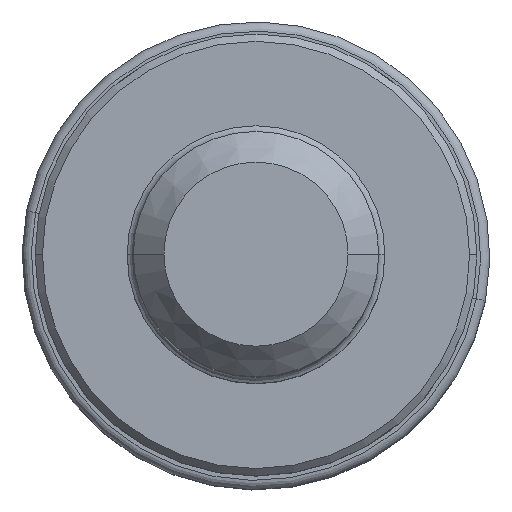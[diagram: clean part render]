
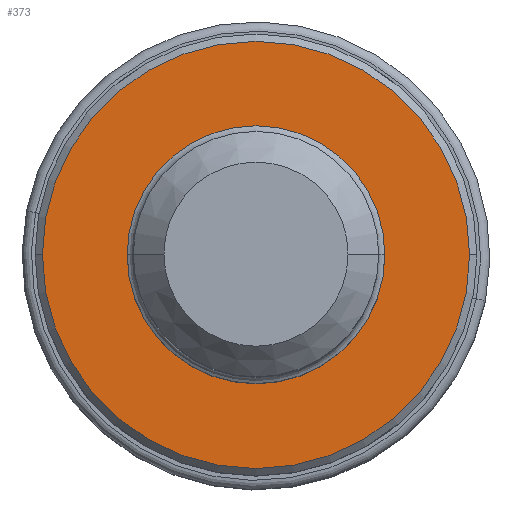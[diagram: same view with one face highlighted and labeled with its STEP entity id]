
A CAD part, top view. The second image highlights one B-rep face of the part: STEP entity #373.
In plain terms, the highlighted planar face has unit normal (0, 0, 1).
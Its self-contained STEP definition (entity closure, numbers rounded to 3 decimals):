
#373=ADVANCED_FACE('',(#405,#406),#399,.F.);
#399=PLANE('',#2253);
#405=FACE_BOUND('',#505,.T.);
#406=FACE_BOUND('',#506,.T.);
#505=EDGE_LOOP('',(#950,#951));
#506=EDGE_LOOP('',(#952,#953));
#950=ORIENTED_EDGE('',*,*,#1380,.T.);
#951=ORIENTED_EDGE('',*,*,#1377,.T.);
#952=ORIENTED_EDGE('',*,*,#1381,.T.);
#953=ORIENTED_EDGE('',*,*,#1382,.T.);
#1145=VERTEX_POINT('',#4417);
#1146=VERTEX_POINT('',#4418);
#1147=VERTEX_POINT('',#4425);
#1148=VERTEX_POINT('',#4426);
#1377=EDGE_CURVE('',#1145,#1146,#1650,.T.);
#1380=EDGE_CURVE('',#1146,#1145,#1651,.T.);
#1381=EDGE_CURVE('',#1147,#1148,#1652,.T.);
#1382=EDGE_CURVE('',#1148,#1147,#1653,.T.);
#1650=CIRCLE('',#2247,8.7);
#1651=CIRCLE('',#2249,8.7);
#1652=CIRCLE('',#2251,5.25);
#1653=CIRCLE('',#2252,5.25);
#2247=AXIS2_PLACEMENT_3D('',#4416,#2860,#2861);
#2249=AXIS2_PLACEMENT_3D('',#4422,#2866,#2867);
#2251=AXIS2_PLACEMENT_3D('',#4424,#2870,#2871);
#2252=AXIS2_PLACEMENT_3D('',#4427,#2872,#2873);
#2253=AXIS2_PLACEMENT_3D('',#4428,#2874,#2875);
#2860=DIRECTION('',(0.,0.,1.));
#2861=DIRECTION('',(-1.,0.,0.));
#2866=DIRECTION('',(0.,0.,1.));
#2867=DIRECTION('',(1.,0.,0.));
#2870=DIRECTION('',(0.,0.,-1.));
#2871=DIRECTION('',(1.,0.,0.));
#2872=DIRECTION('',(0.,0.,-1.));
#2873=DIRECTION('',(-1.,0.,0.));
#2874=DIRECTION('',(0.,0.,-1.));
#2875=DIRECTION('',(1.,0.,0.));
#4416=CARTESIAN_POINT('',(0.,0.,0.));
#4417=CARTESIAN_POINT('',(-8.7,0.,0.));
#4418=CARTESIAN_POINT('',(8.7,0.,0.));
#4422=CARTESIAN_POINT('',(0.,0.,0.));
#4424=CARTESIAN_POINT('',(0.,0.,0.));
#4425=CARTESIAN_POINT('',(5.25,0.,0.));
#4426=CARTESIAN_POINT('',(-5.25,0.,0.));
#4427=CARTESIAN_POINT('',(0.,0.,0.));
#4428=CARTESIAN_POINT('',(0.,0.,0.));
